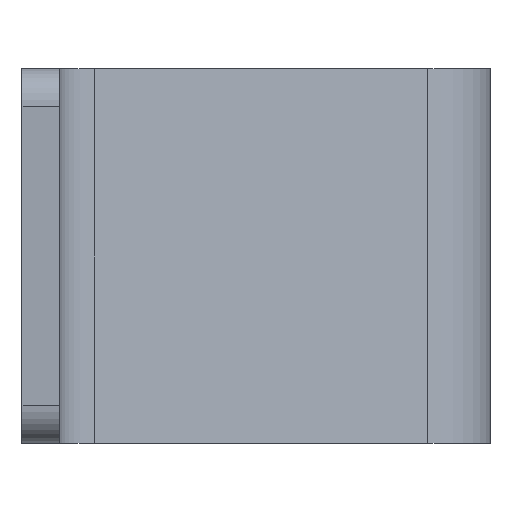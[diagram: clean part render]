
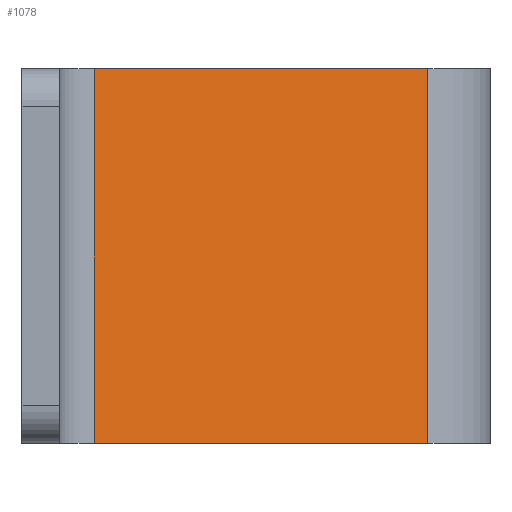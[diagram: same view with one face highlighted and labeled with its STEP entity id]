
A CAD part, left-side view. The second image highlights one B-rep face of the part: STEP entity #1078.
In plain terms, the highlighted planar face has unit normal (-0.966, -0.259, 0).
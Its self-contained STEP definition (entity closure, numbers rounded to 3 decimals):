
#11 = LINE ( 'NONE', #389, #1603 ) ;
#94 = CARTESIAN_POINT ( 'NONE',  ( 99.787, -86.659, 80. ) ) ;
#96 = CARTESIAN_POINT ( 'NONE',  ( 99.787, -86.659, 80. ) ) ;
#110 = LINE ( 'NONE', #1509, #1415 ) ;
#143 = ORIENTED_EDGE ( 'NONE', *, *, #796, .F. ) ;
#179 = CARTESIAN_POINT ( 'NONE',  ( 80.696, -15.412, 0. ) ) ;
#252 = LINE ( 'NONE', #710, #1621 ) ;
#268 = EDGE_CURVE ( 'NONE', #656, #623, #110, .T. ) ;
#380 = ORIENTED_EDGE ( 'NONE', *, *, #1218, .F. ) ;
#389 = CARTESIAN_POINT ( 'NONE',  ( 77.121, -2.071, 0. ) ) ;
#424 = PLANE ( 'NONE',  #673 ) ;
#462 = VERTEX_POINT ( 'NONE', #179 ) ;
#498 = EDGE_LOOP ( 'NONE', ( #143, #1575, #1124, #380 ) ) ;
#617 = VERTEX_POINT ( 'NONE', #1214 ) ;
#623 = VERTEX_POINT ( 'NONE', #1446 ) ;
#656 = VERTEX_POINT ( 'NONE', #96 ) ;
#673 = AXIS2_PLACEMENT_3D ( 'NONE', #1175, #1318, #919 ) ;
#683 = LINE ( 'NONE', #94, #957 ) ;
#710 = CARTESIAN_POINT ( 'NONE',  ( 80.696, -15.412, 80. ) ) ;
#734 = DIRECTION ( 'NONE',  ( -0.259, 0.966, 0. ) ) ;
#796 = EDGE_CURVE ( 'NONE', #617, #462, #11, .T. ) ;
#919 = DIRECTION ( 'NONE',  ( 0.259, -0.966, 0. ) ) ;
#957 = VECTOR ( 'NONE', #978, 1000. ) ;
#961 = DIRECTION ( 'NONE',  ( 0., 0., 1. ) ) ;
#978 = DIRECTION ( 'NONE',  ( 0., 0., -1. ) ) ;
#1078 = ADVANCED_FACE ( 'NONE', ( #1566 ), #424, .T. ) ;
#1124 = ORIENTED_EDGE ( 'NONE', *, *, #268, .T. ) ;
#1175 = CARTESIAN_POINT ( 'NONE',  ( 77.121, -2.071, 80. ) ) ;
#1214 = CARTESIAN_POINT ( 'NONE',  ( 99.787, -86.659, 0. ) ) ;
#1218 = EDGE_CURVE ( 'NONE', #462, #623, #252, .T. ) ;
#1286 = DIRECTION ( 'NONE',  ( -0.259, 0.966, 0. ) ) ;
#1318 = DIRECTION ( 'NONE',  ( -0.966, -0.259, 0. ) ) ;
#1415 = VECTOR ( 'NONE', #1286, 1000. ) ;
#1446 = CARTESIAN_POINT ( 'NONE',  ( 80.696, -15.412, 80. ) ) ;
#1449 = EDGE_CURVE ( 'NONE', #656, #617, #683, .T. ) ;
#1509 = CARTESIAN_POINT ( 'NONE',  ( 77.121, -2.071, 80. ) ) ;
#1566 = FACE_OUTER_BOUND ( 'NONE', #498, .T. ) ;
#1575 = ORIENTED_EDGE ( 'NONE', *, *, #1449, .F. ) ;
#1603 = VECTOR ( 'NONE', #734, 1000. ) ;
#1621 = VECTOR ( 'NONE', #961, 1000. ) ;
